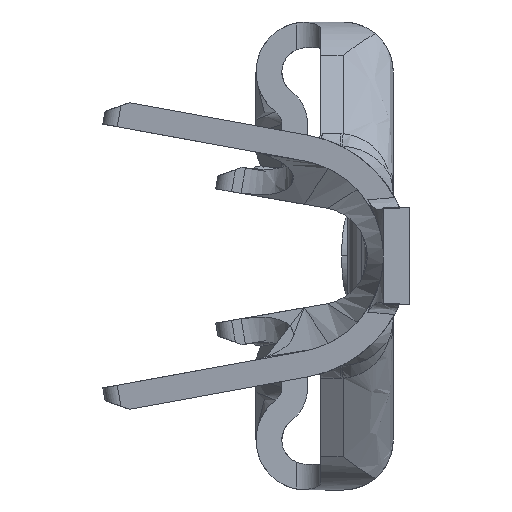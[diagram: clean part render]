
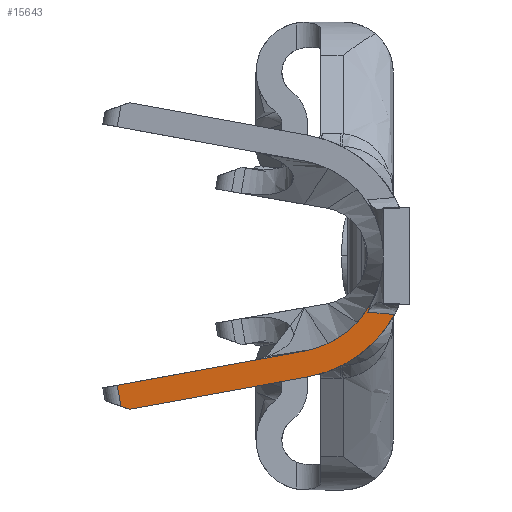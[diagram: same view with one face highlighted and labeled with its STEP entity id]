
A CAD part, left-side view. The second image highlights one B-rep face of the part: STEP entity #15643.
In plain terms, the highlighted planar face has unit normal (-0.996, 0.087, 0).
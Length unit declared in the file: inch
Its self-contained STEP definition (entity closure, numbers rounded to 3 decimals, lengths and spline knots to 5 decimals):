
#49 = CARTESIAN_POINT ( 'NONE',  ( -0.74788, 0.00229, -0.03136 ) ) ;
#136 = CARTESIAN_POINT ( 'NONE',  ( -0.74906, -0.01128, -0.0361 ) ) ;
#171 = CARTESIAN_POINT ( 'NONE',  ( -0.74822, -0.00164, -0.05683 ) ) ;
#180 = DIRECTION ( 'NONE',  ( 0.996, -0.087, 0. ) ) ;
#220 = EDGE_LOOP ( 'NONE', ( #10455, #10947, #3786, #2881, #5674, #957, #10154, #15542 ) ) ;
#343 = VERTEX_POINT ( 'NONE', #5672 ) ;
#838 = CARTESIAN_POINT ( 'NONE',  ( -0.74815, -0.00081, -0.02442 ) ) ;
#957 = ORIENTED_EDGE ( 'NONE', *, *, #4703, .T. ) ;
#1337 = CARTESIAN_POINT ( 'NONE',  ( -0.73482, 0.1515, -0.095 ) ) ;
#1377 = CARTESIAN_POINT ( 'NONE',  ( -0.74886, -0.00897, -0.0359 ) ) ;
#1691 =( BOUNDED_CURVE ( )  B_SPLINE_CURVE ( 3, ( #7476, #171, #13529, #6366 ),
 .UNSPECIFIED., .F., .F. ) 
 B_SPLINE_CURVE_WITH_KNOTS ( ( 4, 4 ),
 ( 0.49691, 1.39071 ),
 .UNSPECIFIED. ) 
 CURVE ( )  GEOMETRIC_REPRESENTATION_ITEM ( )  RATIONAL_B_SPLINE_CURVE ( ( 1., 0.935, 0.935, 1. ) ) 
 REPRESENTATION_ITEM ( '' )  );
#1986 = VECTOR ( 'NONE', #10586, 39.37008 ) ;
#2380 = VERTEX_POINT ( 'NONE', #8493 ) ;
#2513 = CARTESIAN_POINT ( 'NONE',  ( -0.74801, 0.00074, -0.02789 ) ) ;
#2592 = CARTESIAN_POINT ( 'NONE',  ( -0.74859, -0.00589, -0.03565 ) ) ;
#2881 = ORIENTED_EDGE ( 'NONE', *, *, #11097, .F. ) ;
#3276 = LINE ( 'NONE', #7887, #14987 ) ;
#3786 = ORIENTED_EDGE ( 'NONE', *, *, #8487, .T. ) ;
#3831 = CARTESIAN_POINT ( 'NONE',  ( -0.75, -0.022, -0.1 ) ) ;
#3834 = CARTESIAN_POINT ( 'NONE',  ( -0.74824, -0.0019, -0.03533 ) ) ;
#4328 = VERTEX_POINT ( 'NONE', #1337 ) ;
#4703 = EDGE_CURVE ( 'NONE', #5656, #343, #12837, .T. ) ;
#5070 = CARTESIAN_POINT ( 'NONE',  ( -0.74796, 0.00134, -0.03505 ) ) ;
#5656 = VERTEX_POINT ( 'NONE', #9487 ) ;
#5672 = CARTESIAN_POINT ( 'NONE',  ( -0.73437, 0.15663, -0.09317 ) ) ;
#5674 = ORIENTED_EDGE ( 'NONE', *, *, #13680, .F. ) ;
#5815 = EDGE_CURVE ( 'NONE', #8662, #2380, #12971, .T. ) ;
#5828 = DIRECTION ( 'NONE',  ( -0.016, -0.179, -0.984 ) ) ;
#6028 = LINE ( 'NONE', #14133, #1986 ) ;
#6195 = VECTOR ( 'NONE', #13283, 39.37008 ) ;
#6273 = CARTESIAN_POINT ( 'NONE',  ( -0.7492, -0.01281, -0.03623 ) ) ;
#6329 = CARTESIAN_POINT ( 'NONE',  ( -0.74774, 0.00383, -0.03483 ) ) ;
#6366 = CARTESIAN_POINT ( 'NONE',  ( -0.74454, 0.04039, -0.07477 ) ) ;
#7393 = EDGE_CURVE ( 'NONE', #4328, #343, #9405, .T. ) ;
#7476 = CARTESIAN_POINT ( 'NONE',  ( -0.7492, -0.01281, -0.03623 ) ) ;
#7543 = PLANE ( 'NONE',  #10319 ) ;
#7789 = VERTEX_POINT ( 'NONE', #11722 ) ;
#7887 = CARTESIAN_POINT ( 'NONE',  ( -0.74365, 0.05059, -0.06037 ) ) ;
#8194 = CARTESIAN_POINT ( 'NONE',  ( -0.74743, 0.00743, -0.0429 ) ) ;
#8278 = VERTEX_POINT ( 'NONE', #10276 ) ;
#8345 = CARTESIAN_POINT ( 'NONE',  ( -0.73498, 0.14965, -0.13149 ) ) ;
#8487 = EDGE_CURVE ( 'NONE', #2380, #12898, #13536, .T. ) ;
#8493 = CARTESIAN_POINT ( 'NONE',  ( -0.74774, 0.00383, -0.03483 ) ) ;
#8650 = CARTESIAN_POINT ( 'NONE',  ( -0.74774, 0.00383, -0.03483 ) ) ;
#8662 = VERTEX_POINT ( 'NONE', #10190 ) ;
#8719 = CARTESIAN_POINT ( 'NONE',  ( -0.74899, -0.01051, -0.03603 ) ) ;
#8772 = DIRECTION ( 'NONE',  ( 0.087, 0.996, 0. ) ) ;
#9290 = VECTOR ( 'NONE', #5828, 39.37008 ) ;
#9405 = LINE ( 'NONE', #15599, #6195 ) ;
#9487 = CARTESIAN_POINT ( 'NONE',  ( -0.73416, 0.15901, -0.0801 ) ) ;
#9919 = CARTESIAN_POINT ( 'NONE',  ( -0.74873, -0.00743, -0.03578 ) ) ;
#10154 = ORIENTED_EDGE ( 'NONE', *, *, #7393, .F. ) ;
#10190 = CARTESIAN_POINT ( 'NONE',  ( -0.7492, -0.01281, -0.03623 ) ) ;
#10276 = CARTESIAN_POINT ( 'NONE',  ( -0.74454, 0.04039, -0.07477 ) ) ;
#10319 = AXIS2_PLACEMENT_3D ( 'NONE', #3831, #180, #8772 ) ;
#10455 = ORIENTED_EDGE ( 'NONE', *, *, #11826, .F. ) ;
#10535 = CARTESIAN_POINT ( 'NONE',  ( -0.74429, 0.04325, -0.05903 ) ) ;
#10586 = DIRECTION ( 'NONE',  ( 0.086, 0.98, -0.178 ) ) ;
#10814 = EDGE_CURVE ( 'NONE', #8278, #4328, #6028, .T. ) ;
#10864 =( BOUNDED_CURVE ( )  B_SPLINE_CURVE ( 3, ( #10535, #14123, #8194, #838 ),
 .UNSPECIFIED., .F., .F. ) 
 B_SPLINE_CURVE_WITH_KNOTS ( ( 4, 4 ),
 ( 4.89247, 5.864 ),
 .UNSPECIFIED. ) 
 CURVE ( )  GEOMETRIC_REPRESENTATION_ITEM ( )  RATIONAL_B_SPLINE_CURVE ( ( 1., 0.923, 0.923, 1. ) ) 
 REPRESENTATION_ITEM ( '' )  );
#10947 = ORIENTED_EDGE ( 'NONE', *, *, #5815, .T. ) ;
#11041 = CARTESIAN_POINT ( 'NONE',  ( -0.74815, -0.00081, -0.02442 ) ) ;
#11097 = EDGE_CURVE ( 'NONE', #7789, #12898, #10864, .T. ) ;
#11111 = CARTESIAN_POINT ( 'NONE',  ( -0.74842, -0.00389, -0.03549 ) ) ;
#11722 = CARTESIAN_POINT ( 'NONE',  ( -0.74429, 0.04325, -0.05903 ) ) ;
#11798 = CARTESIAN_POINT ( 'NONE',  ( -0.74815, -0.00081, -0.02442 ) ) ;
#11826 = EDGE_CURVE ( 'NONE', #8662, #8278, #1691, .T. ) ;
#12264 = CARTESIAN_POINT ( 'NONE',  ( -0.74913, -0.01204, -0.03616 ) ) ;
#12323 = CARTESIAN_POINT ( 'NONE',  ( -0.74807, 0.00009, -0.03516 ) ) ;
#12349 = FACE_OUTER_BOUND ( 'NONE', #220, .T. ) ;
#12837 = LINE ( 'NONE', #8345, #9290 ) ;
#12898 = VERTEX_POINT ( 'NONE', #11798 ) ;
#12971 = B_SPLINE_CURVE_WITH_KNOTS ( 'NONE', 3,
 ( #6273, #12264, #136, #8719, #1377, #9919, #2592, #11111, #3834, #12323, #5070, #13496, #6329 ),
 .UNSPECIFIED., .F., .F.,
 ( 4, 3, 3, 3, 4 ),
 ( 0., 0.00006, 0.00018, 0.00033, 0.00043 ),
 .UNSPECIFIED. ) ;
#13283 = DIRECTION ( 'NONE',  ( 0.082, 0.938, 0.336 ) ) ;
#13496 = CARTESIAN_POINT ( 'NONE',  ( -0.74785, 0.00258, -0.03494 ) ) ;
#13529 = CARTESIAN_POINT ( 'NONE',  ( -0.74656, 0.01734, -0.07057 ) ) ;
#13536 = B_SPLINE_CURVE_WITH_KNOTS ( 'NONE', 3,
 ( #8650, #49, #2513, #11041 ),
 .UNSPECIFIED., .F., .F.,
 ( 4, 4 ),
 ( 0., 0.00029 ),
 .UNSPECIFIED. ) ;
#13680 = EDGE_CURVE ( 'NONE', #5656, #7789, #3276, .T. ) ;
#14084 = DIRECTION ( 'NONE',  ( -0.086, -0.98, 0.178 ) ) ;
#14123 = CARTESIAN_POINT ( 'NONE',  ( -0.74603, 0.02334, -0.05541 ) ) ;
#14133 = CARTESIAN_POINT ( 'NONE',  ( -0.7439, 0.04775, -0.07611 ) ) ;
#14987 = VECTOR ( 'NONE', #14084, 39.37008 ) ;
#15542 = ORIENTED_EDGE ( 'NONE', *, *, #10814, .F. ) ;
#15599 = CARTESIAN_POINT ( 'NONE',  ( -0.73299, 0.17246, -0.0875 ) ) ;
#15643 = ADVANCED_FACE ( 'NONE', ( #12349 ), #7543, .F. ) ;
